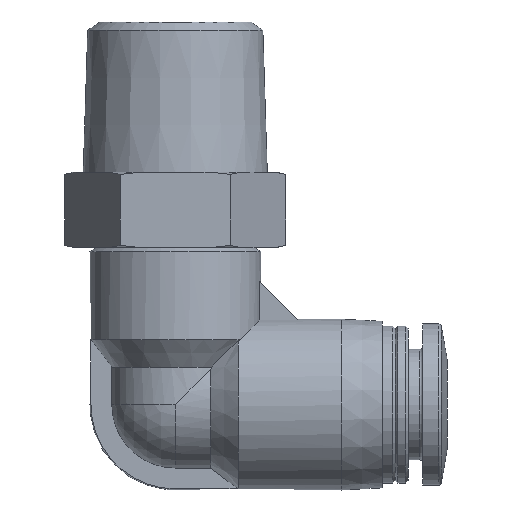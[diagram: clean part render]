
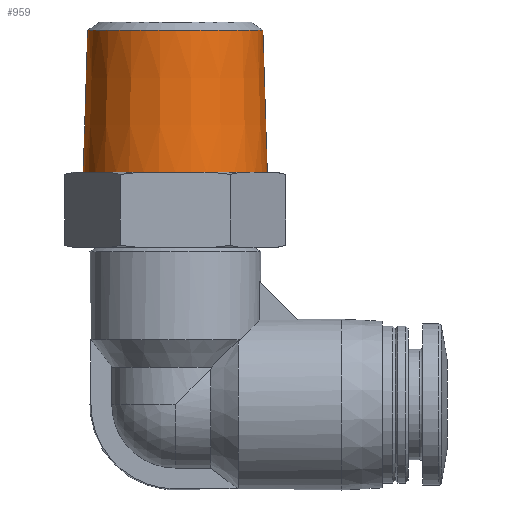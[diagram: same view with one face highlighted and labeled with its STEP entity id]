
A CAD part, front view. The second image highlights one B-rep face of the part: STEP entity #959.
In plain terms, the highlighted conical face has half-angle 1.788 degrees and reference radius 6.735 mm.
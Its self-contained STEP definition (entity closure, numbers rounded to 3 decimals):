
#56=CONICAL_SURFACE('',#1071,6.735,0.031);
#343=ORIENTED_EDGE('',*,*,#549,.F.);
#344=ORIENTED_EDGE('',*,*,#550,.T.);
#549=EDGE_CURVE('',#657,#657,#703,.T.);
#550=EDGE_CURVE('',#658,#658,#704,.T.);
#657=VERTEX_POINT('',#1746);
#658=VERTEX_POINT('',#1749);
#703=CIRCLE('',#1070,6.41);
#704=CIRCLE('',#1072,6.735);
#769=EDGE_LOOP('',(#343));
#770=EDGE_LOOP('',(#344));
#861=FACE_BOUND('',#769,.T.);
#862=FACE_BOUND('',#770,.T.);
#959=ADVANCED_FACE('',(#861,#862),#56,.T.);
#1070=AXIS2_PLACEMENT_3D('',#1745,#1296,#1297);
#1071=AXIS2_PLACEMENT_3D('',#1747,#1298,#1299);
#1072=AXIS2_PLACEMENT_3D('',#1748,#1300,#1301);
#1296=DIRECTION('',(0.,0.,1.));
#1297=DIRECTION('',(1.,0.,0.));
#1298=DIRECTION('',(0.,0.,-1.));
#1299=DIRECTION('',(-1.,0.,0.));
#1300=DIRECTION('',(0.,0.,1.));
#1301=DIRECTION('',(1.,0.,0.));
#1745=CARTESIAN_POINT('',(0.,0.,27.387));
#1746=CARTESIAN_POINT('',(6.41,0.,27.387));
#1747=CARTESIAN_POINT('',(0.,0.,17.));
#1748=CARTESIAN_POINT('',(0.,0.,17.));
#1749=CARTESIAN_POINT('',(6.735,0.,17.));
